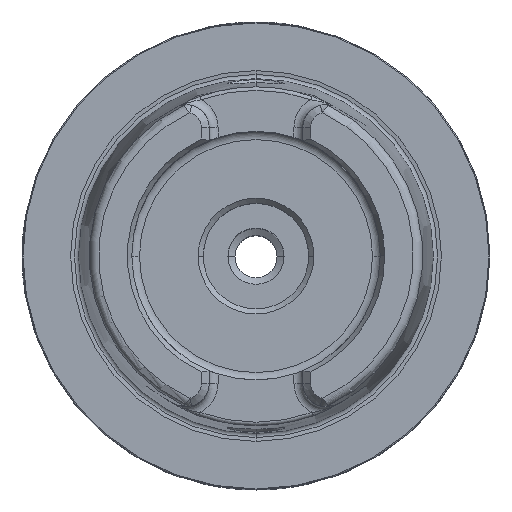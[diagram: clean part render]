
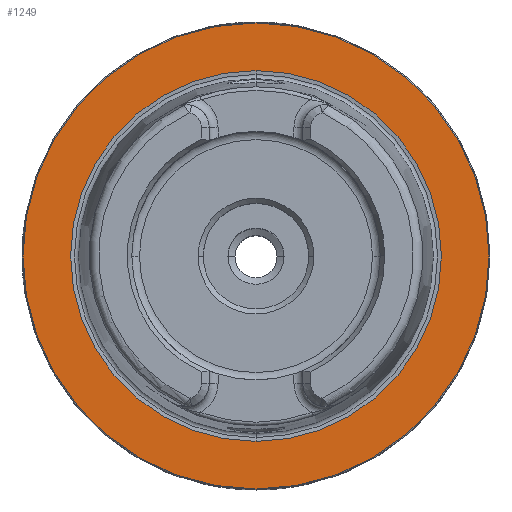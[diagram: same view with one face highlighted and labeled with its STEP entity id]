
A CAD part, top view. The second image highlights one B-rep face of the part: STEP entity #1249.
In plain terms, the highlighted planar face has unit normal (0, 0, 1).
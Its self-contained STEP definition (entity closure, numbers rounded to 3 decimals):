
#263 = DIRECTION ( 'NONE',  ( 0., 0., 1. ) ) ;
#442 = DIRECTION ( 'NONE',  ( 0., -1., 0. ) ) ;
#474 = DIRECTION ( 'NONE',  ( 0., 0., 1. ) ) ;
#1196 = ORIENTED_EDGE ( 'NONE', *, *, #3495, .T. ) ;
#1249 = ADVANCED_FACE ( 'NONE', ( #1769, #6370 ), #7146, .T. ) ;
#1769 = FACE_OUTER_BOUND ( 'NONE', #2637, .T. ) ;
#1790 = CARTESIAN_POINT ( 'NONE',  ( 0., -39.59, 0. ) ) ;
#1914 = EDGE_CURVE ( 'NONE', #7873, #9369, #5010, .T. ) ;
#2120 = ORIENTED_EDGE ( 'NONE', *, *, #2801, .T. ) ;
#2637 = EDGE_LOOP ( 'NONE', ( #1196, #7596 ) ) ;
#2801 = EDGE_CURVE ( 'NONE', #9369, #7873, #8508, .T. ) ;
#2808 = CARTESIAN_POINT ( 'NONE',  ( 0., 0., 0. ) ) ;
#3250 = AXIS2_PLACEMENT_3D ( 'NONE', #5662, #474, #6526 ) ;
#3495 = EDGE_CURVE ( 'NONE', #7492, #8542, #6844, .T. ) ;
#3581 = CARTESIAN_POINT ( 'NONE',  ( 0., 0., 0. ) ) ;
#3681 = DIRECTION ( 'NONE',  ( 0., 1., 0. ) ) ;
#4443 = DIRECTION ( 'NONE',  ( 0., 1., 0. ) ) ;
#4511 = CIRCLE ( 'NONE', #4973, 49.765 ) ;
#4821 = EDGE_CURVE ( 'NONE', #8542, #7492, #4511, .T. ) ;
#4921 = AXIS2_PLACEMENT_3D ( 'NONE', #5454, #263, #6323 ) ;
#4940 = AXIS2_PLACEMENT_3D ( 'NONE', #3581, #9632, #4443 ) ;
#4973 = AXIS2_PLACEMENT_3D ( 'NONE', #10798, #5627, #442 ) ;
#5010 = CIRCLE ( 'NONE', #4940, 39.59 ) ;
#5454 = CARTESIAN_POINT ( 'NONE',  ( 0., 49.965, 0. ) ) ;
#5627 = DIRECTION ( 'NONE',  ( 0., 0., 1. ) ) ;
#5662 = CARTESIAN_POINT ( 'NONE',  ( 0., 0., 0. ) ) ;
#6323 = DIRECTION ( 'NONE',  ( 0., -1., 0. ) ) ;
#6370 = FACE_BOUND ( 'NONE', #10475, .T. ) ;
#6526 = DIRECTION ( 'NONE',  ( 0., -1., 0. ) ) ;
#6575 = CARTESIAN_POINT ( 'NONE',  ( 0., 39.59, 0. ) ) ;
#6724 = CARTESIAN_POINT ( 'NONE',  ( 0., -49.765, 0. ) ) ;
#6844 = CIRCLE ( 'NONE', #3250, 49.765 ) ;
#7146 = PLANE ( 'NONE',  #4921 ) ;
#7492 = VERTEX_POINT ( 'NONE', #6724 ) ;
#7596 = ORIENTED_EDGE ( 'NONE', *, *, #4821, .T. ) ;
#7790 = CARTESIAN_POINT ( 'NONE',  ( 0., 49.765, 0. ) ) ;
#7873 = VERTEX_POINT ( 'NONE', #1790 ) ;
#8358 = AXIS2_PLACEMENT_3D ( 'NONE', #2808, #8852, #3681 ) ;
#8508 = CIRCLE ( 'NONE', #8358, 39.59 ) ;
#8542 = VERTEX_POINT ( 'NONE', #7790 ) ;
#8852 = DIRECTION ( 'NONE',  ( 0., 0., -1. ) ) ;
#9129 = ORIENTED_EDGE ( 'NONE', *, *, #1914, .T. ) ;
#9369 = VERTEX_POINT ( 'NONE', #6575 ) ;
#9632 = DIRECTION ( 'NONE',  ( 0., 0., -1. ) ) ;
#10475 = EDGE_LOOP ( 'NONE', ( #9129, #2120 ) ) ;
#10798 = CARTESIAN_POINT ( 'NONE',  ( 0., 0., 0. ) ) ;
